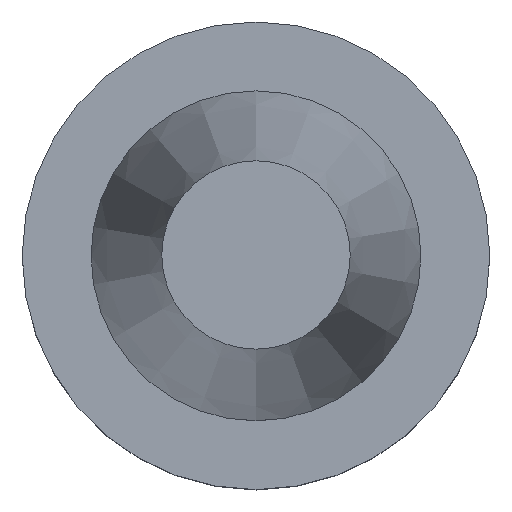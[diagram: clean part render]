
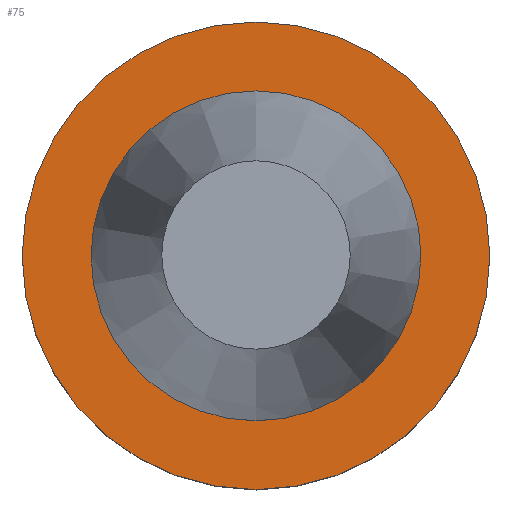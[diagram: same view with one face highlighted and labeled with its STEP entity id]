
A CAD part, top view. The second image highlights one B-rep face of the part: STEP entity #75.
In plain terms, the highlighted planar face has unit normal (0, 0, 1).
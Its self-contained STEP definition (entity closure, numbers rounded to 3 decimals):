
#75=ADVANCED_FACE('',(#92,#93),#94,.T.);
#92=FACE_OUTER_BOUND('',#138,.T.);
#93=FACE_BOUND('',#139,.T.);
#94=PLANE('',#140);
#138=EDGE_LOOP('',(#184));
#139=EDGE_LOOP('',(#185));
#140=AXIS2_PLACEMENT_3D('',#186,#187,#188);
#184=ORIENTED_EDGE('',*,*,#262,.F.);
#185=ORIENTED_EDGE('',*,*,#263,.T.);
#186=CARTESIAN_POINT('',(0.,26.863,-1.));
#187=DIRECTION('',(0.,0.,1.0));
#188=DIRECTION('',(0.,-1.0,0.));
#262=EDGE_CURVE('',#277,#277,#278,.T.);
#263=EDGE_CURVE('',#279,#279,#280,.T.);
#277=VERTEX_POINT('',#307);
#278=CIRCLE('',#308,31.5);
#279=VERTEX_POINT('',#309);
#280=CIRCLE('',#310,22.225);
#307=CARTESIAN_POINT('',(0.,31.5,-1.));
#308=AXIS2_PLACEMENT_3D('',#337,#338,#339);
#309=CARTESIAN_POINT('',(0.,22.225,-1.));
#310=AXIS2_PLACEMENT_3D('',#340,#341,#342);
#337=CARTESIAN_POINT('',(0.,0.,-1.0));
#338=DIRECTION('',(0.,0.,-1.0));
#339=DIRECTION('',(0.,1.0,0.));
#340=CARTESIAN_POINT('',(0.,0.,-1.0));
#341=DIRECTION('',(0.,0.,-1.0));
#342=DIRECTION('',(0.,1.0,0.));
